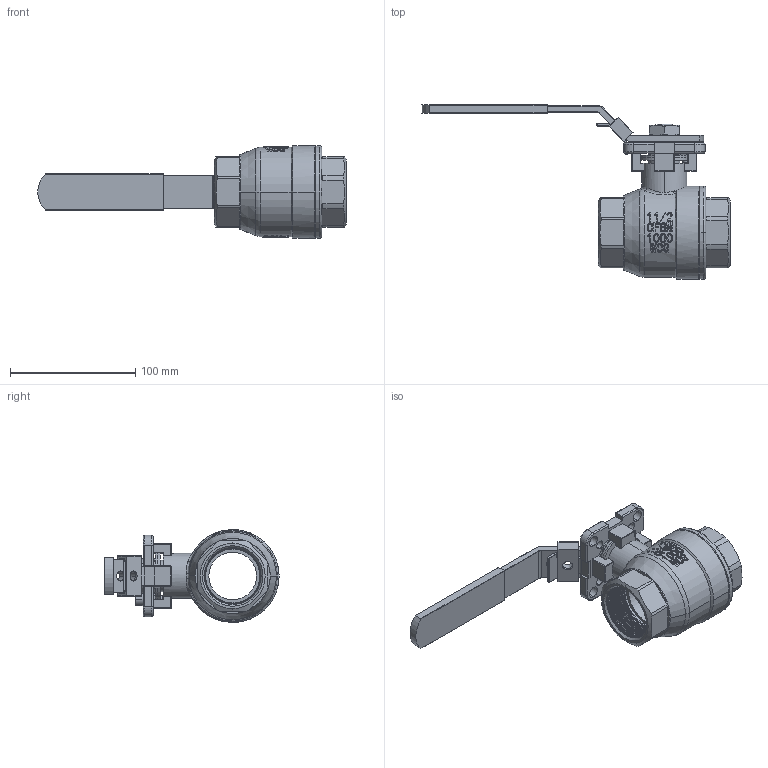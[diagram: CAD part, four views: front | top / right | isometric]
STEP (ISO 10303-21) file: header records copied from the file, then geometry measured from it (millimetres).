
FILE_DESCRIPTION (( 'STEP AP203' ), '1' );
FILE_NAME ('1.5-1000WOG KV-L20 DN40.STEP', '2017-02-11T01:24:17', ( 'XiTongTianDi' ), ( 'XiTongTianDi.Com' ), 'SwSTEP 2.0', 'SolidWorks 2013', '' );
FILE_SCHEMA (( 'CONFIG_CONTROL_DESIGN' ));
Length unit declared in the file: millimetre
Products named in the file (10): 評倛粟え; hex thin nut chamfered gradeab_iso_Hexagon Thin Nut ISO - 4035 - M16 - N; 滅侂菜え; 方口垫圈; 忒梟1; socket head cap screw_iso_ISO 4762 M6 x 16 --- 16N; hex nut gradec_iso_Hexagon Nut ISO - 4034 - M6 - N; 1.5-1000WOG DN40 概极; 1.5-1000WOG  KV-L20  DN40; 跡鰍
Assembly tree (11 placements, depth 2):
  1.5-1000WOG  KV-L20  DN40
    1.5-1000WOG DN40 概极
    跡鰍
    評倛粟え  x2
    hex thin nut chamfered gradeab_iso_Hexagon Thin Nut ISO - 4035 - M16 - N  x2
    滅侂菜え
    方口垫圈
    忒梟1
    socket head cap screw_iso_ISO 4762 M6 x 16 --- 16N
    hex nut gradec_iso_Hexagon Nut ISO - 4034 - M6 - N
Bounding box: 245.7 x 138.9 x 74.04 mm (x, y, z)
Volume: 323926.8 mm3; surface area: 95322.5 mm2
Topology: 12 solids, 12 shells, 1029 faces, 2629 edges, 1652 vertices
Faces by surface type: plane 384, cylinder 284, cone 169, bspline 130, torus 39, sphere 23
Entity records: 85723 total; most frequent: CARTESIAN_POINT 61986, ORIENTED_EDGE 5068, DIRECTION 4149, EDGE_CURVE 2534, VERTEX_POINT 1606, AXIS2_PLACEMENT_3D 1514, LINE 1121, VECTOR 1121
